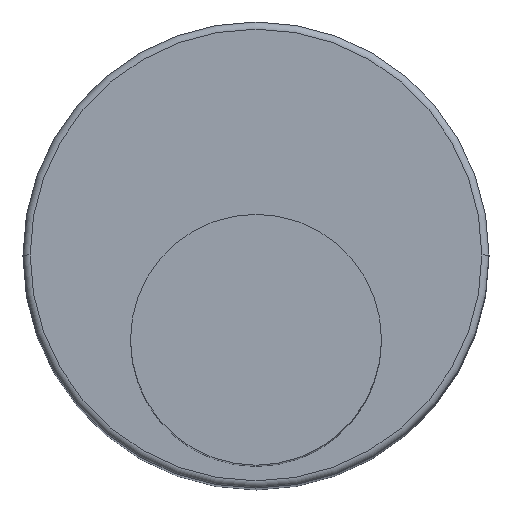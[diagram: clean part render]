
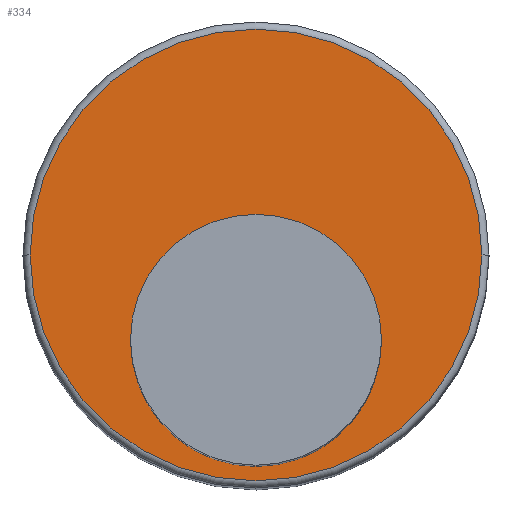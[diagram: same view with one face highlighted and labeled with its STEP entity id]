
A CAD part, top view. The second image highlights one B-rep face of the part: STEP entity #334.
In plain terms, the highlighted planar face has unit normal (0, 0, 1).
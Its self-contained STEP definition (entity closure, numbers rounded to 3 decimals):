
#126=CARTESIAN_POINT('',(0.,-1.2,16.));
#127=DIRECTION('',(0.,0.,1.));
#128=DIRECTION('',(1.,0.,0.));
#129=AXIS2_PLACEMENT_3D('',#126,#127,#128);
#131=CARTESIAN_POINT('',(0.,-1.2,16.));
#132=DIRECTION('',(0.,0.,1.));
#133=DIRECTION('',(-1.,0.,0.));
#134=AXIS2_PLACEMENT_3D('',#131,#132,#133);
#136=CARTESIAN_POINT('',(0.,0.,16.));
#137=DIRECTION('',(0.,0.,1.));
#138=DIRECTION('',(-1.,0.,0.));
#139=AXIS2_PLACEMENT_3D('',#136,#137,#138);
#141=CARTESIAN_POINT('',(0.,0.,16.));
#142=DIRECTION('',(0.,0.,1.));
#143=DIRECTION('',(1.,0.,0.));
#144=AXIS2_PLACEMENT_3D('',#141,#142,#143);
#173=CARTESIAN_POINT('',(1.75,-1.2,16.));
#174=CARTESIAN_POINT('',(-1.75,-1.2,16.));
#175=VERTEX_POINT('',#173);
#176=VERTEX_POINT('',#174);
#185=CARTESIAN_POINT('',(-3.15,0.,16.));
#186=CARTESIAN_POINT('',(3.15,0.,16.));
#187=VERTEX_POINT('',#185);
#188=VERTEX_POINT('',#186);
#318=CARTESIAN_POINT('',(0.,0.,16.));
#319=DIRECTION('',(0.,0.,1.));
#320=DIRECTION('',(1.,0.,0.));
#321=AXIS2_PLACEMENT_3D('',#318,#319,#320);
#322=PLANE('',#321);
#323=ORIENTED_EDGE('',*,*,#301,.F.);
#325=ORIENTED_EDGE('',*,*,#324,.F.);
#326=EDGE_LOOP('',(#323,#325));
#327=FACE_OUTER_BOUND('',#326,.F.);
#329=ORIENTED_EDGE('',*,*,#328,.T.);
#331=ORIENTED_EDGE('',*,*,#330,.T.);
#332=EDGE_LOOP('',(#329,#331));
#333=FACE_BOUND('',#332,.F.);
#334=ADVANCED_FACE('',(#327,#333),#322,.T.);
#130=CIRCLE('',#129,1.75);
#135=CIRCLE('',#134,1.75);
#140=CIRCLE('',#139,3.15);
#145=CIRCLE('',#144,3.15);
#301=EDGE_CURVE('',#187,#188,#140,.T.);
#324=EDGE_CURVE('',#188,#187,#145,.T.);
#328=EDGE_CURVE('',#175,#176,#130,.T.);
#330=EDGE_CURVE('',#176,#175,#135,.T.);
